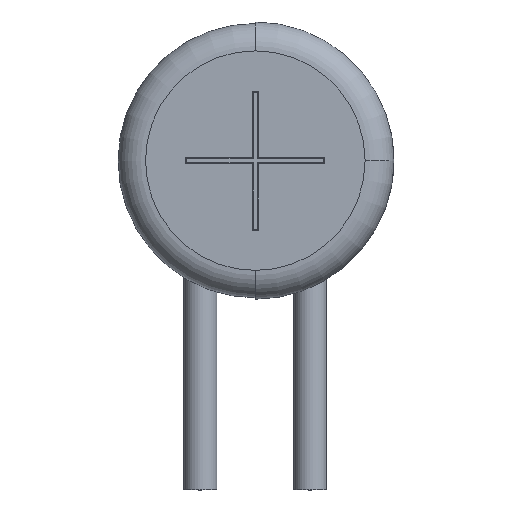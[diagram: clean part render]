
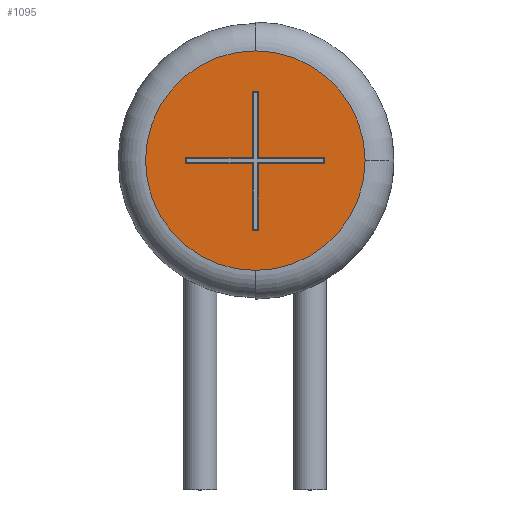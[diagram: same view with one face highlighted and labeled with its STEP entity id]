
A CAD part, left-side view. The second image highlights one B-rep face of the part: STEP entity #1095.
In plain terms, the highlighted planar face has unit normal (-1, 0, 0).
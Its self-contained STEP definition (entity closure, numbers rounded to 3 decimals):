
#764 = VERTEX_POINT('',#765);
#765 = CARTESIAN_POINT('',(-13.,-2.,2.6));
#772 = EDGE_CURVE('',#773,#764,#775,.T.);
#773 = VERTEX_POINT('',#774);
#774 = CARTESIAN_POINT('',(-13.,0.,0.6));
#775 = CIRCLE('',#776,2.);
#776 = AXIS2_PLACEMENT_3D('',#777,#778,#779);
#777 = CARTESIAN_POINT('',(-13.,0.,2.6));
#778 = DIRECTION('',(-1.,0.,0.));
#779 = DIRECTION('',(0.,-1.,0.));
#1073 = EDGE_CURVE('',#1074,#773,#1076,.T.);
#1074 = VERTEX_POINT('',#1075);
#1075 = CARTESIAN_POINT('',(-13.,0.,4.6));
#1076 = CIRCLE('',#1077,2.);
#1077 = AXIS2_PLACEMENT_3D('',#1078,#1079,#1080);
#1078 = CARTESIAN_POINT('',(-13.,0.,2.6));
#1079 = DIRECTION('',(-1.,0.,0.));
#1080 = DIRECTION('',(0.,-1.,0.));
#1095 = ADVANCED_FACE('',(#1096,#1194),#1205,.T.);
#1096 = FACE_BOUND('',#1097,.T.);
#1097 = EDGE_LOOP('',(#1098,#1108,#1116,#1124,#1132,#1140,#1148,#1156,
    #1164,#1172,#1180,#1188));
#1098 = ORIENTED_EDGE('',*,*,#1099,.T.);
#1099 = EDGE_CURVE('',#1100,#1102,#1104,.T.);
#1100 = VERTEX_POINT('',#1101);
#1101 = CARTESIAN_POINT('',(-13.,-1.265,2.657));
#1102 = VERTEX_POINT('',#1103);
#1103 = CARTESIAN_POINT('',(-13.,-1.265,2.543));
#1104 = LINE('',#1105,#1106);
#1105 = CARTESIAN_POINT('',(-13.,-1.265,2.55));
#1106 = VECTOR('',#1107,1.);
#1107 = DIRECTION('',(0.,-0.,-1.));
#1108 = ORIENTED_EDGE('',*,*,#1109,.T.);
#1109 = EDGE_CURVE('',#1102,#1110,#1112,.T.);
#1110 = VERTEX_POINT('',#1111);
#1111 = CARTESIAN_POINT('',(-13.,-0.057,2.543));
#1112 = LINE('',#1113,#1114);
#1113 = CARTESIAN_POINT('',(-13.,-0.05,2.543));
#1114 = VECTOR('',#1115,1.);
#1115 = DIRECTION('',(0.,1.,0.));
#1116 = ORIENTED_EDGE('',*,*,#1117,.T.);
#1117 = EDGE_CURVE('',#1110,#1118,#1120,.T.);
#1118 = VERTEX_POINT('',#1119);
#1119 = CARTESIAN_POINT('',(-13.,-0.057,1.333));
#1120 = LINE('',#1121,#1122);
#1121 = CARTESIAN_POINT('',(-13.,-0.057,1.34));
#1122 = VECTOR('',#1123,1.);
#1123 = DIRECTION('',(0.,0.,-1.));
#1124 = ORIENTED_EDGE('',*,*,#1125,.T.);
#1125 = EDGE_CURVE('',#1118,#1126,#1128,.T.);
#1126 = VERTEX_POINT('',#1127);
#1127 = CARTESIAN_POINT('',(-13.,0.057,1.333));
#1128 = LINE('',#1129,#1130);
#1129 = CARTESIAN_POINT('',(-13.,0.05,1.333));
#1130 = VECTOR('',#1131,1.);
#1131 = DIRECTION('',(0.,1.,0.));
#1132 = ORIENTED_EDGE('',*,*,#1133,.T.);
#1133 = EDGE_CURVE('',#1126,#1134,#1136,.T.);
#1134 = VERTEX_POINT('',#1135);
#1135 = CARTESIAN_POINT('',(-13.,0.057,2.543));
#1136 = LINE('',#1137,#1138);
#1137 = CARTESIAN_POINT('',(-13.,0.057,2.55));
#1138 = VECTOR('',#1139,1.);
#1139 = DIRECTION('',(0.,0.,1.));
#1140 = ORIENTED_EDGE('',*,*,#1141,.T.);
#1141 = EDGE_CURVE('',#1134,#1142,#1144,.T.);
#1142 = VERTEX_POINT('',#1143);
#1143 = CARTESIAN_POINT('',(-13.,1.265,2.543));
#1144 = LINE('',#1145,#1146);
#1145 = CARTESIAN_POINT('',(-13.,1.258,2.543));
#1146 = VECTOR('',#1147,1.);
#1147 = DIRECTION('',(0.,1.,0.));
#1148 = ORIENTED_EDGE('',*,*,#1149,.T.);
#1149 = EDGE_CURVE('',#1142,#1150,#1152,.T.);
#1150 = VERTEX_POINT('',#1151);
#1151 = CARTESIAN_POINT('',(-13.,1.265,2.657));
#1152 = LINE('',#1153,#1154);
#1153 = CARTESIAN_POINT('',(-13.,1.265,2.65));
#1154 = VECTOR('',#1155,1.);
#1155 = DIRECTION('',(0.,0.,1.));
#1156 = ORIENTED_EDGE('',*,*,#1157,.T.);
#1157 = EDGE_CURVE('',#1150,#1158,#1160,.T.);
#1158 = VERTEX_POINT('',#1159);
#1159 = CARTESIAN_POINT('',(-13.,0.057,2.657));
#1160 = LINE('',#1161,#1162);
#1161 = CARTESIAN_POINT('',(-13.,0.05,2.657));
#1162 = VECTOR('',#1163,1.);
#1163 = DIRECTION('',(0.,-1.,0.));
#1164 = ORIENTED_EDGE('',*,*,#1165,.T.);
#1165 = EDGE_CURVE('',#1158,#1166,#1168,.T.);
#1166 = VERTEX_POINT('',#1167);
#1167 = CARTESIAN_POINT('',(-13.,0.057,3.867));
#1168 = LINE('',#1169,#1170);
#1169 = CARTESIAN_POINT('',(-13.,0.057,3.86));
#1170 = VECTOR('',#1171,1.);
#1171 = DIRECTION('',(0.,0.,1.));
#1172 = ORIENTED_EDGE('',*,*,#1173,.T.);
#1173 = EDGE_CURVE('',#1166,#1174,#1176,.T.);
#1174 = VERTEX_POINT('',#1175);
#1175 = CARTESIAN_POINT('',(-13.,-0.057,3.867));
#1176 = LINE('',#1177,#1178);
#1177 = CARTESIAN_POINT('',(-13.,-0.05,3.867));
#1178 = VECTOR('',#1179,1.);
#1179 = DIRECTION('',(0.,-1.,-0.));
#1180 = ORIENTED_EDGE('',*,*,#1181,.T.);
#1181 = EDGE_CURVE('',#1174,#1182,#1184,.T.);
#1182 = VERTEX_POINT('',#1183);
#1183 = CARTESIAN_POINT('',(-13.,-0.057,2.657));
#1184 = LINE('',#1185,#1186);
#1185 = CARTESIAN_POINT('',(-13.,-0.057,2.65));
#1186 = VECTOR('',#1187,1.);
#1187 = DIRECTION('',(0.,0.,-1.));
#1188 = ORIENTED_EDGE('',*,*,#1189,.T.);
#1189 = EDGE_CURVE('',#1182,#1100,#1190,.T.);
#1190 = LINE('',#1191,#1192);
#1191 = CARTESIAN_POINT('',(-13.,-1.258,2.657));
#1192 = VECTOR('',#1193,1.);
#1193 = DIRECTION('',(0.,-1.,0.));
#1194 = FACE_BOUND('',#1195,.T.);
#1195 = EDGE_LOOP('',(#1196,#1197,#1198));
#1196 = ORIENTED_EDGE('',*,*,#1073,.T.);
#1197 = ORIENTED_EDGE('',*,*,#772,.T.);
#1198 = ORIENTED_EDGE('',*,*,#1199,.T.);
#1199 = EDGE_CURVE('',#764,#1074,#1200,.T.);
#1200 = CIRCLE('',#1201,2.);
#1201 = AXIS2_PLACEMENT_3D('',#1202,#1203,#1204);
#1202 = CARTESIAN_POINT('',(-13.,0.,2.6));
#1203 = DIRECTION('',(-1.,0.,0.));
#1204 = DIRECTION('',(0.,-1.,0.));
#1205 = PLANE('',#1206);
#1206 = AXIS2_PLACEMENT_3D('',#1207,#1208,#1209);
#1207 = CARTESIAN_POINT('',(-13.,-2.,2.6));
#1208 = DIRECTION('',(-1.,0.,0.));
#1209 = DIRECTION('',(0.,-1.,0.));
